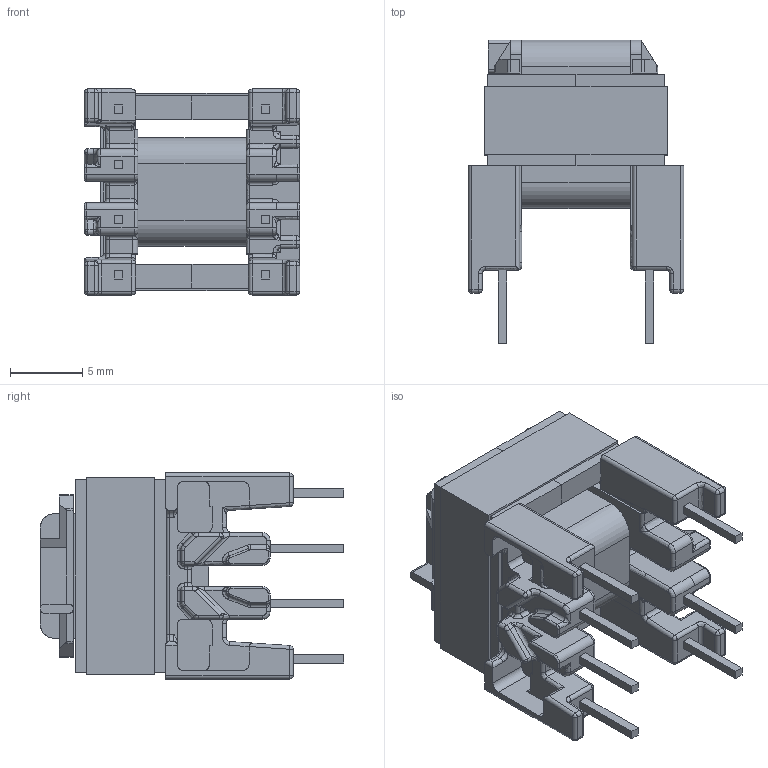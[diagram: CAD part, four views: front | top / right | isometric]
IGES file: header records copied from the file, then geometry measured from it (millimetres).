
Start section: SolidWorks IGES file using analytic representation for surfaces
Global section: file name: EE13-6-6_5449_MP6.IGS; native system: SolidWorks 2017; preprocessor: SolidWorks 2017; author: e.wtnpm; date: 210708.132541; units: millimetre
Bounding box: 14.91 x 21.01 x 14.25 mm (x, y, z)
Surface area: 3605.5 mm2 (no closed solid volume)
Topology: 0 solids, 0 shells, 701 faces, 4313 edges, 4264 vertices
Faces by surface type: bspline 391, revolution 310
